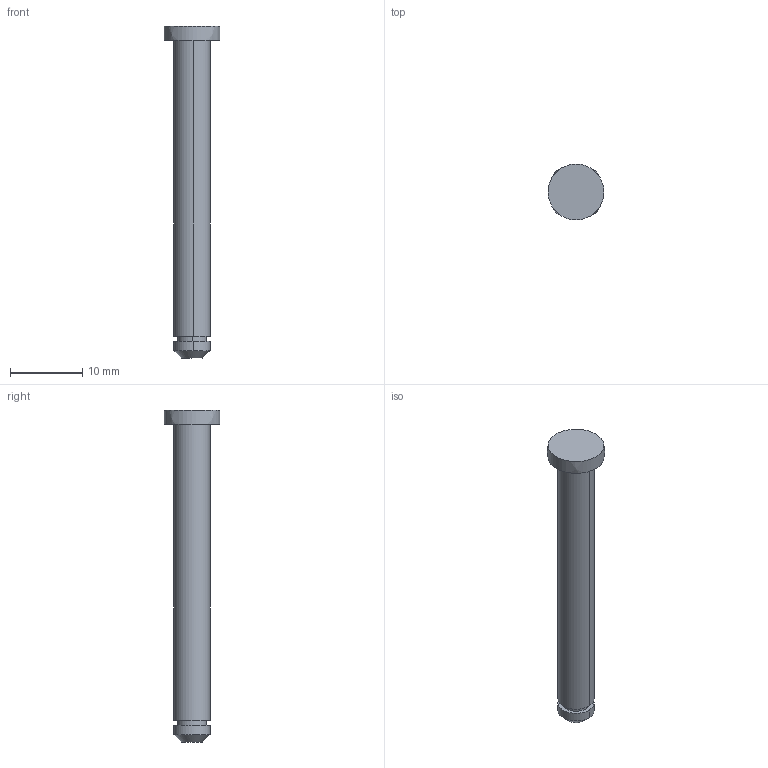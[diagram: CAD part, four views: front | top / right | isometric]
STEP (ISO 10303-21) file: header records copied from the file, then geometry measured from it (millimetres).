
FILE_DESCRIPTION((''),'2;1');
FILE_NAME('','2005-04-20T08:51:10',(''),(''),'','CADfix','');
FILE_SCHEMA(('AUTOMOTIVE_DESIGN'));
Length unit declared in the file: millimetre
Products named in the file (1): shaft
Bounding box: 7.75 x 7.74 x 46 mm (x, y, z)
Volume: 952 mm3; surface area: 837.7 mm2
Topology: 1 solids, 1 shells, 14 faces, 42 edges, 34 vertices
Faces by surface type: bspline 14
Entity records: 586 total; most frequent: CARTESIAN_POINT 341, ORIENTED_EDGE 84, EDGE_CURVE 42, VERTEX_POINT 34, EDGE_LOOP 18, FACE_OUTER_BOUND 14, ADVANCED_FACE 14, QUASI_UNIFORM_CURVE 8
